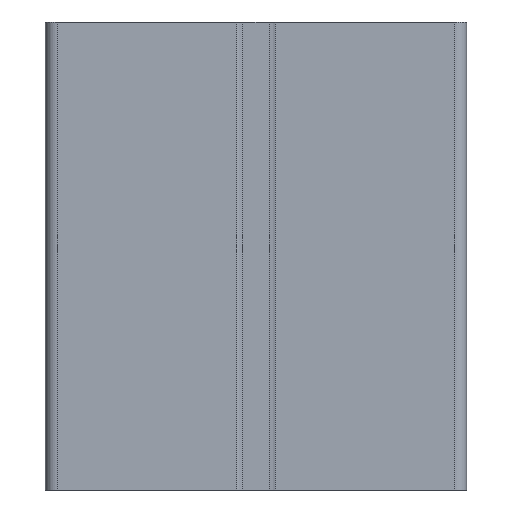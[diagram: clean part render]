
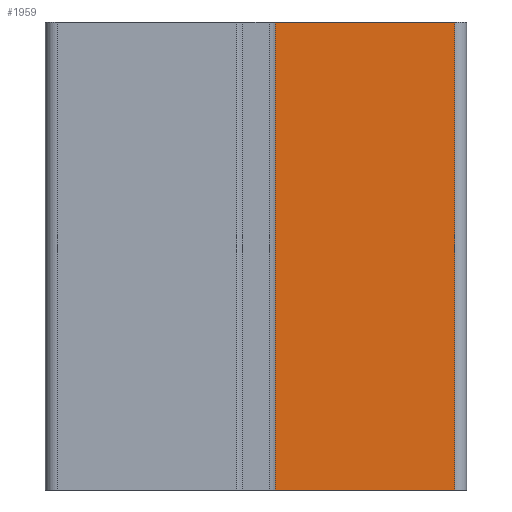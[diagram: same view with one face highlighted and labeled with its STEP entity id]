
A CAD part, front view. The second image highlights one B-rep face of the part: STEP entity #1959.
In plain terms, the highlighted planar face has unit normal (0, -1, 0).
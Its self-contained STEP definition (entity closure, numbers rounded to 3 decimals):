
#65=LINE('',#2874,#286);
#167=LINE('',#3136,#388);
#171=LINE('',#3145,#392);
#193=LINE('',#3228,#414);
#286=VECTOR('',#2286,38.4);
#388=VECTOR('',#2526,100.);
#392=VECTOR('',#2534,38.4);
#414=VECTOR('',#2600,100.);
#497=PLANE('',#2129);
#586=FACE_OUTER_BOUND('',#697,.T.);
#697=EDGE_LOOP('',(#1688,#1689,#1690,#1691));
#870=VERTEX_POINT('',#2871);
#871=VERTEX_POINT('',#2873);
#962=VERTEX_POINT('',#3135);
#965=VERTEX_POINT('',#3144);
#1073=EDGE_CURVE('',#870,#871,#65,.T.);
#1204=EDGE_CURVE('',#962,#871,#167,.T.);
#1209=EDGE_CURVE('',#965,#962,#171,.T.);
#1252=EDGE_CURVE('',#870,#965,#193,.T.);
#1688=ORIENTED_EDGE('',*,*,#1204,.T.);
#1689=ORIENTED_EDGE('',*,*,#1073,.F.);
#1690=ORIENTED_EDGE('',*,*,#1252,.T.);
#1691=ORIENTED_EDGE('',*,*,#1209,.T.);
#1959=ADVANCED_FACE('',(#586),#497,.T.);
#2129=AXIS2_PLACEMENT_3D('',#3227,#2598,#2599);
#2286=DIRECTION('',(-1.,0.,0.));
#2526=DIRECTION('',(0.,0.,-1.));
#2534=DIRECTION('',(-1.,0.,0.));
#2598=DIRECTION('center_axis',(0.,-1.,0.));
#2599=DIRECTION('ref_axis',(1.,0.,0.));
#2600=DIRECTION('',(0.,0.,1.));
#2871=CARTESIAN_POINT('',(42.5,-9.5,0.));
#2873=CARTESIAN_POINT('',(4.1,-9.5,0.));
#2874=CARTESIAN_POINT('',(-21.25,-9.5,0.));
#3135=CARTESIAN_POINT('',(4.1,-9.5,100.));
#3136=CARTESIAN_POINT('',(4.1,-9.5,0.));
#3144=CARTESIAN_POINT('',(42.5,-9.5,100.));
#3145=CARTESIAN_POINT('',(-21.25,-9.5,100.));
#3227=CARTESIAN_POINT('Origin',(-42.5,-9.5,0.));
#3228=CARTESIAN_POINT('',(42.5,-9.5,0.));
